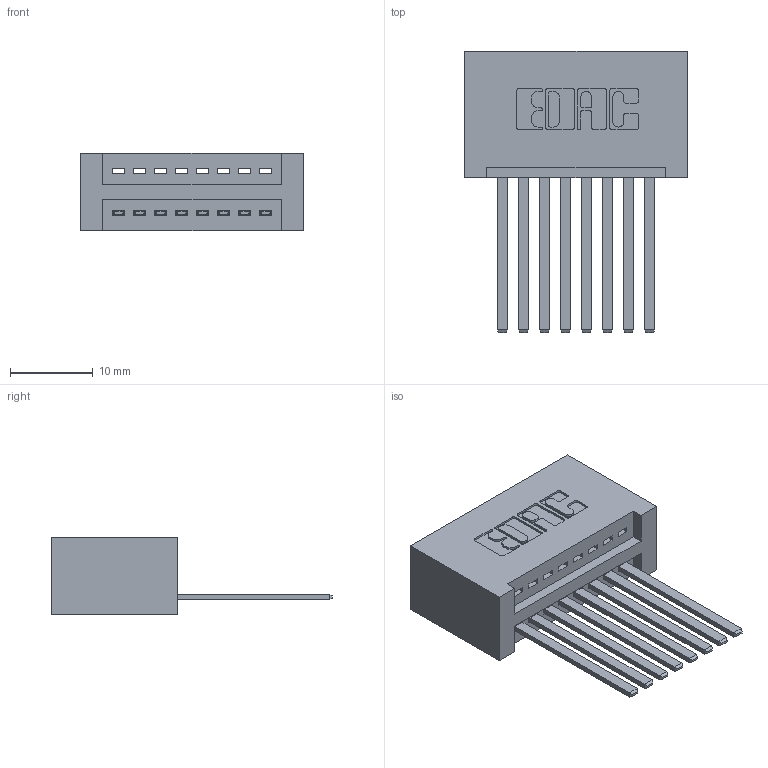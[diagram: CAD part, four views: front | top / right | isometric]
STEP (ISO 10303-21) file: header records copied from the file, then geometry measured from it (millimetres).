
FILE_DESCRIPTION (( 'STEP AP203' ), '1' );
FILE_NAME ('345-008-544-101.STEP', '2018-08-17T04:36:15', ( '' ), ( '' ), 'SwSTEP 2.0', 'SolidWorks 2016', '' );
FILE_SCHEMA (( 'CONFIG_CONTROL_DESIGN' ));
Length unit declared in the file: inch
Products named in the file (3): 345 Part_No Mounting Lugs; 345-292-001_345-293-144; 345-008-544-101
Assembly tree (9 placements, depth 2):
  345-008-544-101
    345 Part_No Mounting Lugs
    345-292-001_345-293-144  x8
Bounding box: 26.92 x 33.96 x 9.4 mm (x, y, z)
Volume: 2955.8 mm3; surface area: 3934.1 mm2
Topology: 9 solids, 9 shells, 534 faces, 1581 edges, 1042 vertices
Faces by surface type: plane 364, cylinder 170
Entity records: 10137 total; most frequent: CARTESIAN_POINT 1764, ORIENTED_EDGE 1706, DIRECTION 1581, EDGE_CURVE 853, VECTOR 701, LINE 701, VERTEX_POINT 566, AXIS2_PLACEMENT_3D 440
